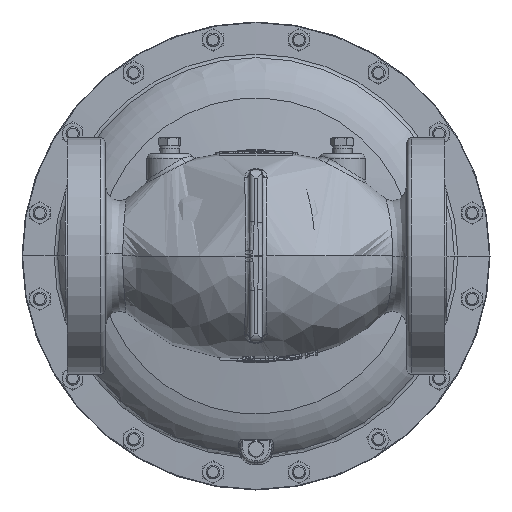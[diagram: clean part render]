
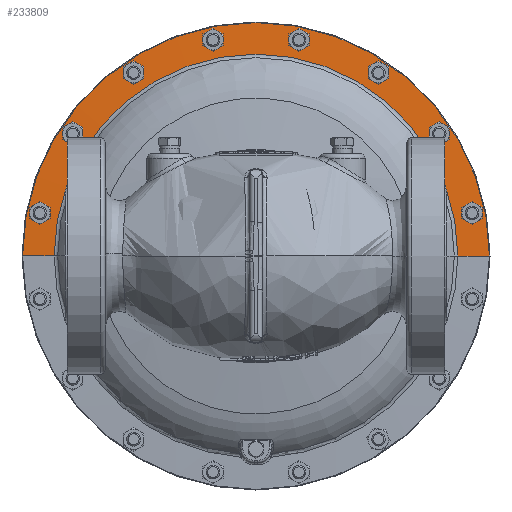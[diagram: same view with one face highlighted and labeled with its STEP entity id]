
A CAD part, front view. The second image highlights one B-rep face of the part: STEP entity #233809.
In plain terms, the highlighted conical face has half-angle 88 degrees and reference radius 166.291 mm.
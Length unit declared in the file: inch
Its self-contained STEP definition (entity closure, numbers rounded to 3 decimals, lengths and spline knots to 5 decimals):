
#95 = VERTEX_POINT ( 'NONE', #182967 ) ;
#2250 = DIRECTION ( 'NONE',  ( 0., -1., 0. ) ) ;
#2925 = CARTESIAN_POINT ( 'NONE',  ( 0., 9.71703, 0. ) ) ;
#8757 = LINE ( 'NONE', #75309, #26764 ) ;
#26764 = VECTOR ( 'NONE', #276430, 39.37008 ) ;
#34607 = EDGE_CURVE ( 'NONE', #193727, #372348, #153673, .T. ) ;
#35893 = DIRECTION ( 'NONE',  ( 0., 1., 0. ) ) ;
#75309 = CARTESIAN_POINT ( 'NONE',  ( 6.54688, 9.71703, 0. ) ) ;
#94586 = ORIENTED_EDGE ( 'NONE', *, *, #118043, .T. ) ;
#99960 = CONICAL_SURFACE ( 'NONE', #245067, 6.54687, 1.536 ) ;
#100446 = CARTESIAN_POINT ( 'NONE',  ( -6.54687, 9.71703, 0. ) ) ;
#117199 = DIRECTION ( 'NONE',  ( 1., 0., 0. ) ) ;
#118043 = EDGE_CURVE ( 'NONE', #95, #372348, #172885, .T. ) ;
#131302 = AXIS2_PLACEMENT_3D ( 'NONE', #208101, #35893, #237011 ) ;
#144648 = VECTOR ( 'NONE', #243813, 39.37008 ) ;
#147687 = EDGE_CURVE ( 'NONE', #364685, #95, #8757, .T. ) ;
#153673 = LINE ( 'NONE', #100446, #144648 ) ;
#172156 = ORIENTED_EDGE ( 'NONE', *, *, #320230, .T. ) ;
#172885 = CIRCLE ( 'NONE', #215968, 6.42196 ) ;
#174322 = CARTESIAN_POINT ( 'NONE',  ( 0., 9.71267, 0. ) ) ;
#174995 = DIRECTION ( 'NONE',  ( 0., 1., 0. ) ) ;
#182967 = CARTESIAN_POINT ( 'NONE',  ( 6.42196, 9.71267, 0. ) ) ;
#185471 = FACE_OUTER_BOUND ( 'NONE', #311951, .T. ) ;
#192739 = CIRCLE ( 'NONE', #131302, 5.55153 ) ;
#193727 = VERTEX_POINT ( 'NONE', #240249 ) ;
#203318 = DIRECTION ( 'NONE',  ( -1., 0., 0. ) ) ;
#208101 = CARTESIAN_POINT ( 'NONE',  ( 0., 9.68227, 0. ) ) ;
#215968 = AXIS2_PLACEMENT_3D ( 'NONE', #174322, #2250, #203318 ) ;
#233064 = ORIENTED_EDGE ( 'NONE', *, *, #34607, .F. ) ;
#233809 = ADVANCED_FACE ( 'NONE', ( #185471 ), #99960, .T. ) ;
#237011 = DIRECTION ( 'NONE',  ( 1., 0., 0. ) ) ;
#240249 = CARTESIAN_POINT ( 'NONE',  ( -5.55153, 9.68227, 0. ) ) ;
#243813 = DIRECTION ( 'NONE',  ( -0.999, 0.035, 0. ) ) ;
#245067 = AXIS2_PLACEMENT_3D ( 'NONE', #2925, #174995, #117199 ) ;
#264749 = ORIENTED_EDGE ( 'NONE', *, *, #147687, .T. ) ;
#276430 = DIRECTION ( 'NONE',  ( 0.999, 0.035, 0. ) ) ;
#281707 = CARTESIAN_POINT ( 'NONE',  ( -6.42196, 9.71267, 0. ) ) ;
#311951 = EDGE_LOOP ( 'NONE', ( #233064, #172156, #264749, #94586 ) ) ;
#320230 = EDGE_CURVE ( 'NONE', #193727, #364685, #192739, .T. ) ;
#346912 = CARTESIAN_POINT ( 'NONE',  ( 5.55153, 9.68227, 0. ) ) ;
#364685 = VERTEX_POINT ( 'NONE', #346912 ) ;
#372348 = VERTEX_POINT ( 'NONE', #281707 ) ;
